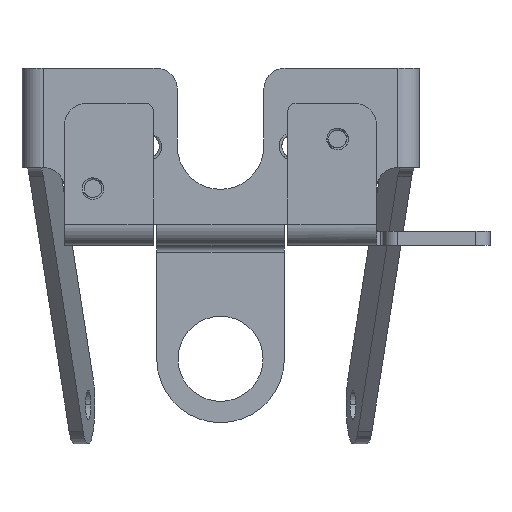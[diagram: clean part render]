
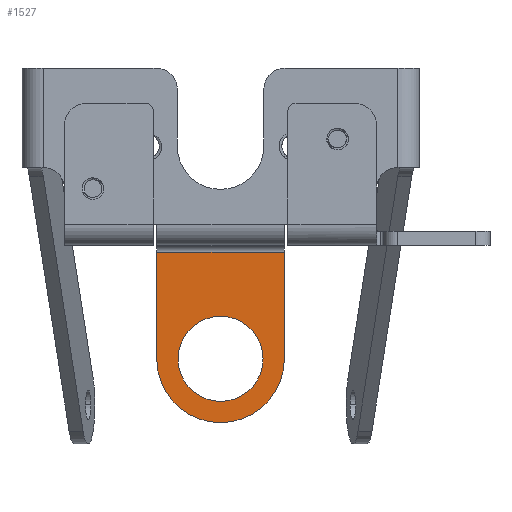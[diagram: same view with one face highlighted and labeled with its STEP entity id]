
A CAD part, front view. The second image highlights one B-rep face of the part: STEP entity #1527.
In plain terms, the highlighted planar face has unit normal (0, -1, 0).
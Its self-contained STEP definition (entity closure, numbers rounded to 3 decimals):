
#476 = CIRCLE ( 'NONE', #1860, 9. ) ;
#514 = DIRECTION ( 'NONE',  ( 0., 0., -1. ) ) ;
#546 = CARTESIAN_POINT ( 'NONE',  ( -20., 70.5, -16. ) ) ;
#1186 = EDGE_CURVE ( 'NONE', #14322, #4374, #7832, .T. ) ;
#1213 = VERTEX_POINT ( 'NONE', #8240 ) ;
#1344 = FACE_BOUND ( 'NONE', #7048, .T. ) ;
#1441 = CARTESIAN_POINT ( 'NONE',  ( -20., 70.5, -10. ) ) ;
#1527 = ADVANCED_FACE ( 'NONE', ( #1344, #11913 ), #5350, .T. ) ;
#1830 = ORIENTED_EDGE ( 'NONE', *, *, #5582, .F. ) ;
#1860 = AXIS2_PLACEMENT_3D ( 'NONE', #546, #16484, #8694 ) ;
#1971 = ORIENTED_EDGE ( 'NONE', *, *, #7423, .F. ) ;
#2169 = ORIENTED_EDGE ( 'NONE', *, *, #15289, .T. ) ;
#2257 = EDGE_CURVE ( 'NONE', #15005, #1213, #4542, .T. ) ;
#2605 = ORIENTED_EDGE ( 'NONE', *, *, #4370, .F. ) ;
#2916 = DIRECTION ( 'NONE',  ( 0., 0., -1. ) ) ;
#3060 = DIRECTION ( 'NONE',  ( 0., 0., 1. ) ) ;
#3145 = LINE ( 'NONE', #5834, #14221 ) ;
#3652 = EDGE_LOOP ( 'NONE', ( #2169, #14023, #10597, #1971, #2605 ) ) ;
#3935 = ORIENTED_EDGE ( 'NONE', *, *, #2257, .F. ) ;
#4370 = EDGE_CURVE ( 'NONE', #12044, #14230, #3145, .T. ) ;
#4374 = VERTEX_POINT ( 'NONE', #8338 ) ;
#4522 = EDGE_CURVE ( 'NONE', #14657, #4374, #15247, .T. ) ;
#4542 = CIRCLE ( 'NONE', #8397, 6. ) ;
#5350 = PLANE ( 'NONE',  #10042 ) ;
#5582 = EDGE_CURVE ( 'NONE', #1213, #15005, #12860, .T. ) ;
#5737 = DIRECTION ( 'NONE',  ( 0., -1., 0. ) ) ;
#5834 = CARTESIAN_POINT ( 'NONE',  ( -29., 70.5, 0. ) ) ;
#6314 = CARTESIAN_POINT ( 'NONE',  ( 0., 70.5, 0. ) ) ;
#6491 = CARTESIAN_POINT ( 'NONE',  ( -29., 70.5, -1. ) ) ;
#6943 = DIRECTION ( 'NONE',  ( 0., 0., -1. ) ) ;
#7048 = EDGE_LOOP ( 'NONE', ( #1830, #3935 ) ) ;
#7423 = EDGE_CURVE ( 'NONE', #14230, #14657, #15743, .T. ) ;
#7550 = CARTESIAN_POINT ( 'NONE',  ( -29., 70.5, -1. ) ) ;
#7832 = CIRCLE ( 'NONE', #16116, 9. ) ;
#7898 = DIRECTION ( 'NONE',  ( 0., -1., 0. ) ) ;
#8240 = CARTESIAN_POINT ( 'NONE',  ( -20., 70.5, -22. ) ) ;
#8338 = CARTESIAN_POINT ( 'NONE',  ( -11., 70.5, -16. ) ) ;
#8397 = AXIS2_PLACEMENT_3D ( 'NONE', #9862, #14016, #15401 ) ;
#8422 = VECTOR ( 'NONE', #16895, 1000. ) ;
#8694 = DIRECTION ( 'NONE',  ( 0., 0., -1. ) ) ;
#9272 = VECTOR ( 'NONE', #14286, 1000. ) ;
#9862 = CARTESIAN_POINT ( 'NONE',  ( -20., 70.5, -16. ) ) ;
#9875 = CARTESIAN_POINT ( 'NONE',  ( -20., 70.5, -16. ) ) ;
#10042 = AXIS2_PLACEMENT_3D ( 'NONE', #6314, #14766, #2916 ) ;
#10366 = CARTESIAN_POINT ( 'NONE',  ( -29., 70.5, -16. ) ) ;
#10497 = CARTESIAN_POINT ( 'NONE',  ( -20., 70.5, -16. ) ) ;
#10597 = ORIENTED_EDGE ( 'NONE', *, *, #4522, .F. ) ;
#11197 = AXIS2_PLACEMENT_3D ( 'NONE', #9875, #5737, #514 ) ;
#11611 = CARTESIAN_POINT ( 'NONE',  ( -11., 70.5, -25. ) ) ;
#11913 = FACE_OUTER_BOUND ( 'NONE', #3652, .T. ) ;
#12044 = VERTEX_POINT ( 'NONE', #10366 ) ;
#12860 = CIRCLE ( 'NONE', #11197, 6. ) ;
#13131 = CARTESIAN_POINT ( 'NONE',  ( -11., 70.5, -1. ) ) ;
#14016 = DIRECTION ( 'NONE',  ( 0., -1., 0. ) ) ;
#14023 = ORIENTED_EDGE ( 'NONE', *, *, #1186, .T. ) ;
#14221 = VECTOR ( 'NONE', #3060, 1000. ) ;
#14230 = VERTEX_POINT ( 'NONE', #7550 ) ;
#14286 = DIRECTION ( 'NONE',  ( 1., 0., 0. ) ) ;
#14322 = VERTEX_POINT ( 'NONE', #16639 ) ;
#14657 = VERTEX_POINT ( 'NONE', #13131 ) ;
#14766 = DIRECTION ( 'NONE',  ( 0., -1., 0. ) ) ;
#15005 = VERTEX_POINT ( 'NONE', #1441 ) ;
#15247 = LINE ( 'NONE', #11611, #8422 ) ;
#15289 = EDGE_CURVE ( 'NONE', #12044, #14322, #476, .T. ) ;
#15401 = DIRECTION ( 'NONE',  ( 0., 0., -1. ) ) ;
#15743 = LINE ( 'NONE', #6491, #9272 ) ;
#16116 = AXIS2_PLACEMENT_3D ( 'NONE', #10497, #7898, #6943 ) ;
#16484 = DIRECTION ( 'NONE',  ( 0., -1., 0. ) ) ;
#16639 = CARTESIAN_POINT ( 'NONE',  ( -20., 70.5, -25. ) ) ;
#16895 = DIRECTION ( 'NONE',  ( 0., 0., -1. ) ) ;
